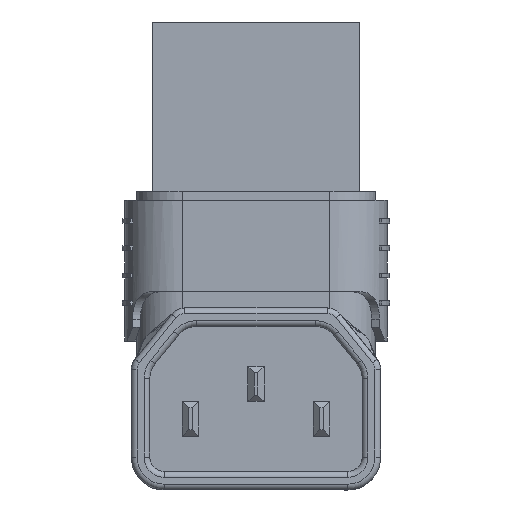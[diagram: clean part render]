
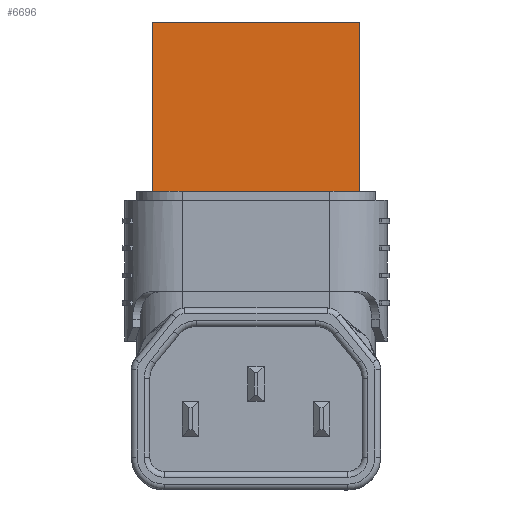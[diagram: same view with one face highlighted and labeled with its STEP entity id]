
A CAD part, left-side view. The second image highlights one B-rep face of the part: STEP entity #6696.
In plain terms, the highlighted planar face has unit normal (-1, 0, 0).
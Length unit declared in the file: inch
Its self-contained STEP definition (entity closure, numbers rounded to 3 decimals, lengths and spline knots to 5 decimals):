
#142 = ORIENTED_EDGE ( 'NONE', *, *, #19105, .T. ) ;
#179 = CARTESIAN_POINT ( 'NONE',  ( -0.30512, -0.72835, -0.44685 ) ) ;
#307 = DIRECTION ( 'NONE',  ( -1., 0., 0. ) ) ;
#1355 = EDGE_LOOP ( 'NONE', ( #6412, #2043, #142, #6810 ) ) ;
#2043 = ORIENTED_EDGE ( 'NONE', *, *, #3329, .F. ) ;
#3296 = FACE_OUTER_BOUND ( 'NONE', #1355, .T. ) ;
#3329 = EDGE_CURVE ( 'NONE', #3812, #5271, #6542, .T. ) ;
#3758 = LINE ( 'NONE', #179, #11090 ) ;
#3812 = VERTEX_POINT ( 'NONE', #17126 ) ;
#3817 = DIRECTION ( 'NONE',  ( 0., 1., 0. ) ) ;
#3865 = VERTEX_POINT ( 'NONE', #9479 ) ;
#4694 = DIRECTION ( 'NONE',  ( 0., 0., 1. ) ) ;
#5150 = CARTESIAN_POINT ( 'NONE',  ( -0.30512, 0., -0.44685 ) ) ;
#5271 = VERTEX_POINT ( 'NONE', #5150 ) ;
#5662 = VECTOR ( 'NONE', #12052, 39.37008 ) ;
#5708 = LINE ( 'NONE', #7486, #18767 ) ;
#6412 = ORIENTED_EDGE ( 'NONE', *, *, #13480, .F. ) ;
#6542 = LINE ( 'NONE', #17583, #14788 ) ;
#6695 = DIRECTION ( 'NONE',  ( 0., 0., 1. ) ) ;
#6696 = ADVANCED_FACE ( 'NONE', ( #3296 ), #15547, .T. ) ;
#6810 = ORIENTED_EDGE ( 'NONE', *, *, #15458, .T. ) ;
#7486 = CARTESIAN_POINT ( 'NONE',  ( -0.30512, 0., -0.44685 ) ) ;
#7784 = CARTESIAN_POINT ( 'NONE',  ( -0.30512, -0.72835, 0.44685 ) ) ;
#9479 = CARTESIAN_POINT ( 'NONE',  ( -0.30512, 0., 0.44685 ) ) ;
#11090 = VECTOR ( 'NONE', #4694, 39.37008 ) ;
#12052 = DIRECTION ( 'NONE',  ( 0., 1., 0. ) ) ;
#12210 = DIRECTION ( 'NONE',  ( 0., 0., 1. ) ) ;
#13480 = EDGE_CURVE ( 'NONE', #5271, #3865, #5708, .T. ) ;
#13654 = LINE ( 'NONE', #18200, #5662 ) ;
#14038 = CARTESIAN_POINT ( 'NONE',  ( -0.30512, -0.72835, -0.44685 ) ) ;
#14788 = VECTOR ( 'NONE', #3817, 39.37008 ) ;
#15458 = EDGE_CURVE ( 'NONE', #17699, #3865, #13654, .T. ) ;
#15547 = PLANE ( 'NONE',  #18203 ) ;
#17126 = CARTESIAN_POINT ( 'NONE',  ( -0.30512, -0.72835, -0.44685 ) ) ;
#17583 = CARTESIAN_POINT ( 'NONE',  ( -0.30512, -0.72835, -0.44685 ) ) ;
#17699 = VERTEX_POINT ( 'NONE', #7784 ) ;
#18200 = CARTESIAN_POINT ( 'NONE',  ( -0.30512, -0.72835, 0.44685 ) ) ;
#18203 = AXIS2_PLACEMENT_3D ( 'NONE', #14038, #307, #6695 ) ;
#18767 = VECTOR ( 'NONE', #12210, 39.37008 ) ;
#19105 = EDGE_CURVE ( 'NONE', #3812, #17699, #3758, .T. ) ;
